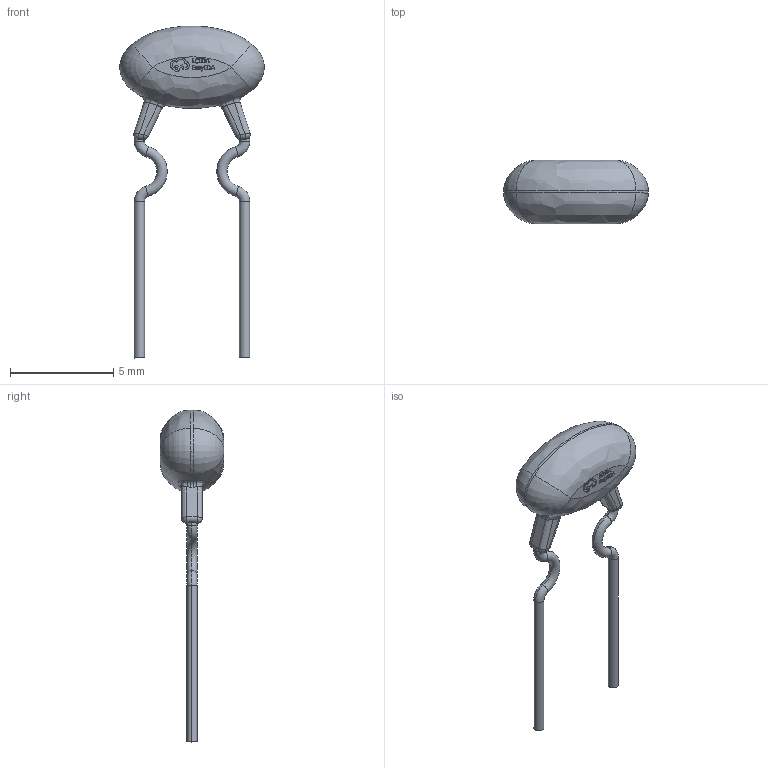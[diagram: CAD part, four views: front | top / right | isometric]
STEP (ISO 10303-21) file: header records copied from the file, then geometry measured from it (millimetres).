
FILE_DESCRIPTION (( 'STEP AP214' ), '1' );
FILE_NAME ('FUSE-TH_L7.0-W3.1-H8.5-P5.1-D0.5.step', '2022-06-28T11:05:43', ( '' ), ( '' ), 'SwSTEP 2.0', 'SolidWorks 2020', '' );
FILE_SCHEMA (( 'AUTOMOTIVE_DESIGN' ));
Length unit declared in the file: millimetre
Products named in the file (1): FUSE-TH_L7.0-W3.1-H8.5-P5.1-D0.5
Bounding box: 7 x 3.1 x 16.1 mm (x, y, z)
Volume: 60.6 mm3; surface area: 121.4 mm2
Topology: 1 solids, 1 shells, 330 faces, 861 edges, 540 vertices
Faces by surface type: plane 142, bspline 139, cylinder 27, torus 14, sphere 8
Entity records: 16851 total; most frequent: CARTESIAN_POINT 6185, ORIENTED_EDGE 1698, DIRECTION 1019, EDGE_CURVE 849, VERTEX_POINT 540, VECTOR 459, LINE 459, EDGE_LOOP 349
